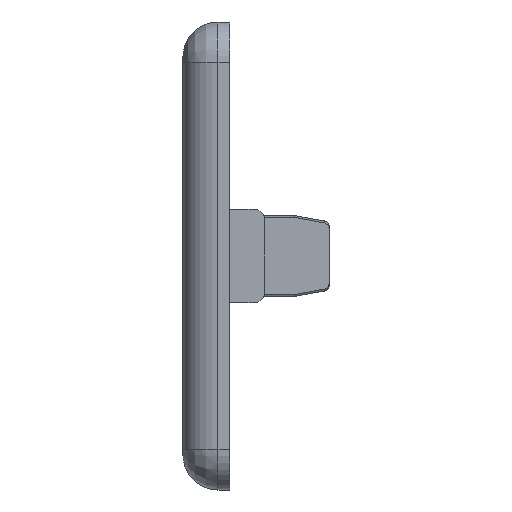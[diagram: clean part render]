
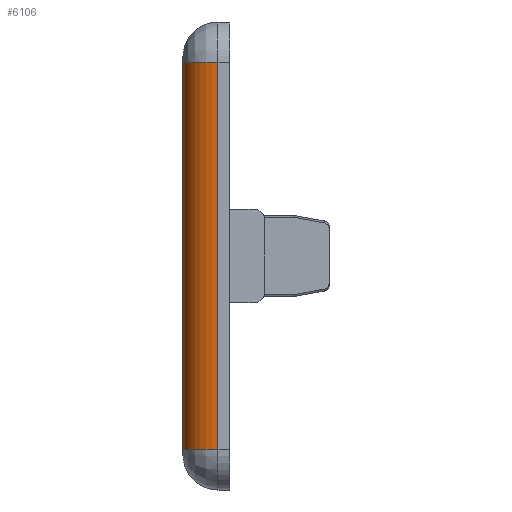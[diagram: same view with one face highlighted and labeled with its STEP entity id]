
A CAD part, left-side view. The second image highlights one B-rep face of the part: STEP entity #6106.
In plain terms, the highlighted cylindrical face has radius 3 mm (diameter 6 mm), a partial arc.
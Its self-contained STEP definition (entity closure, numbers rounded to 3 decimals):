
#4643 = PLANE('',#4644);
#4644 = AXIS2_PLACEMENT_3D('',#4645,#4646,#4647);
#4645 = CARTESIAN_POINT('',(-80.,-4.,-16.5));
#4646 = DIRECTION('',(-1.,0.,0.));
#4647 = DIRECTION('',(0.,0.,1.));
#5214 = VERTEX_POINT('',#5215);
#5215 = CARTESIAN_POINT('',(-80.,-3.,-16.5));
#5253 = SURFACE_OF_REVOLUTION('',#5254,#5267);
#5254 = B_SPLINE_CURVE_WITH_KNOTS('',6,(#5255,#5256,#5257,#5258,#5259,
    #5260,#5261,#5262,#5263,#5264,#5265,#5266),.UNSPECIFIED.,.F.,.F.,(7,
    5,7),(0.,0.785,1.571),
  .UNSPECIFIED.);
#5255 = CARTESIAN_POINT('',(-76.5,-3.,-13.));
#5256 = CARTESIAN_POINT('',(-76.5,-2.607,-13.));
#5257 = CARTESIAN_POINT('',(-76.5,-2.215,-13.062));
#5258 = CARTESIAN_POINT('',(-76.5,-1.834,-13.185));
#5259 = CARTESIAN_POINT('',(-76.5,-1.478,-13.367));
#5260 = CARTESIAN_POINT('',(-76.5,-1.156,-13.601));
#5261 = CARTESIAN_POINT('',(-76.5,-0.601,-14.156));
#5262 = CARTESIAN_POINT('',(-76.5,-0.367,-14.478));
#5263 = CARTESIAN_POINT('',(-76.5,-0.185,-14.834));
#5264 = CARTESIAN_POINT('',(-76.5,-0.062,-15.215));
#5265 = CARTESIAN_POINT('',(-76.5,0.,-15.607));
#5266 = CARTESIAN_POINT('',(-76.5,0.,-16.));
#5267 = AXIS1_PLACEMENT('',#5268,#5269);
#5268 = CARTESIAN_POINT('',(-76.5,-3.,-16.5));
#5269 = DIRECTION('',(0.,1.,0.));
#5303 = VERTEX_POINT('',#5304);
#5304 = CARTESIAN_POINT('',(-80.,-3.,16.5));
#5325 = EDGE_CURVE('',#5214,#5303,#5326,.T.);
#5326 = SURFACE_CURVE('',#5327,(#5331,#5338),.PCURVE_S1.);
#5327 = LINE('',#5328,#5329);
#5328 = CARTESIAN_POINT('',(-80.,-3.,-16.5));
#5329 = VECTOR('',#5330,1.);
#5330 = DIRECTION('',(0.,0.,1.));
#5331 = PCURVE('',#4643,#5332);
#5332 = DEFINITIONAL_REPRESENTATION('',(#5333),#5337);
#5333 = LINE('',#5334,#5335);
#5334 = CARTESIAN_POINT('',(0.,1.));
#5335 = VECTOR('',#5336,1.);
#5336 = DIRECTION('',(1.,0.));
#5337 = ( GEOMETRIC_REPRESENTATION_CONTEXT(2) 
PARAMETRIC_REPRESENTATION_CONTEXT() REPRESENTATION_CONTEXT('2D SPACE',''
  ) );
#5338 = PCURVE('',#5339,#5344);
#5339 = CYLINDRICAL_SURFACE('',#5340,3.);
#5340 = AXIS2_PLACEMENT_3D('',#5341,#5342,#5343);
#5341 = CARTESIAN_POINT('',(-77.,-3.,-16.5));
#5342 = DIRECTION('',(0.,0.,1.));
#5343 = DIRECTION('',(1.,0.,-0.));
#5344 = DEFINITIONAL_REPRESENTATION('',(#5345),#5349);
#5345 = LINE('',#5346,#5347);
#5346 = CARTESIAN_POINT('',(3.142,0.));
#5347 = VECTOR('',#5348,1.);
#5348 = DIRECTION('',(0.,1.));
#5349 = ( GEOMETRIC_REPRESENTATION_CONTEXT(2) 
PARAMETRIC_REPRESENTATION_CONTEXT() REPRESENTATION_CONTEXT('2D SPACE',''
  ) );
#5394 = SURFACE_OF_REVOLUTION('',#5395,#5408);
#5395 = B_SPLINE_CURVE_WITH_KNOTS('',6,(#5396,#5397,#5398,#5399,#5400,
    #5401,#5402,#5403,#5404,#5405,#5406,#5407),.UNSPECIFIED.,.F.,.F.,(7,
    5,7),(0.,0.785,1.571),.UNSPECIFIED.);
#5396 = CARTESIAN_POINT('',(-76.5,-3.,20.));
#5397 = CARTESIAN_POINT('',(-76.5,-2.607,20.));
#5398 = CARTESIAN_POINT('',(-76.5,-2.215,19.938));
#5399 = CARTESIAN_POINT('',(-76.5,-1.834,19.815));
#5400 = CARTESIAN_POINT('',(-76.5,-1.478,19.633));
#5401 = CARTESIAN_POINT('',(-76.5,-1.156,19.399));
#5402 = CARTESIAN_POINT('',(-76.5,-0.601,18.844));
#5403 = CARTESIAN_POINT('',(-76.5,-0.367,18.522));
#5404 = CARTESIAN_POINT('',(-76.5,-0.185,18.166));
#5405 = CARTESIAN_POINT('',(-76.5,-0.062,17.785));
#5406 = CARTESIAN_POINT('',(-76.5,0.,17.393));
#5407 = CARTESIAN_POINT('',(-76.5,0.,17.));
#5408 = AXIS1_PLACEMENT('',#5409,#5410);
#5409 = CARTESIAN_POINT('',(-76.5,-3.,16.5));
#5410 = DIRECTION('',(0.,1.,0.));
#5700 = VERTEX_POINT('',#5701);
#5701 = CARTESIAN_POINT('',(-77.,0.,-16.5));
#5709 = PLANE('',#5710);
#5710 = AXIS2_PLACEMENT_3D('',#5711,#5712,#5713);
#5711 = CARTESIAN_POINT('',(-76.5,0.,-16.5));
#5712 = DIRECTION('',(0.,1.,0.));
#5713 = DIRECTION('',(0.,-0.,1.));
#5728 = EDGE_CURVE('',#5700,#5729,#5731,.T.);
#5729 = VERTEX_POINT('',#5730);
#5730 = CARTESIAN_POINT('',(-77.,0.,16.5));
#5731 = SURFACE_CURVE('',#5732,(#5736,#5743),.PCURVE_S1.);
#5732 = LINE('',#5733,#5734);
#5733 = CARTESIAN_POINT('',(-77.,0.,-16.5));
#5734 = VECTOR('',#5735,1.);
#5735 = DIRECTION('',(0.,0.,1.));
#5736 = PCURVE('',#5709,#5737);
#5737 = DEFINITIONAL_REPRESENTATION('',(#5738),#5742);
#5738 = LINE('',#5739,#5740);
#5739 = CARTESIAN_POINT('',(0.,-0.5));
#5740 = VECTOR('',#5741,1.);
#5741 = DIRECTION('',(1.,0.));
#5742 = ( GEOMETRIC_REPRESENTATION_CONTEXT(2) 
PARAMETRIC_REPRESENTATION_CONTEXT() REPRESENTATION_CONTEXT('2D SPACE',''
  ) );
#5743 = PCURVE('',#5339,#5744);
#5744 = DEFINITIONAL_REPRESENTATION('',(#5745),#5749);
#5745 = LINE('',#5746,#5747);
#5746 = CARTESIAN_POINT('',(1.571,0.));
#5747 = VECTOR('',#5748,1.);
#5748 = DIRECTION('',(0.,1.));
#5749 = ( GEOMETRIC_REPRESENTATION_CONTEXT(2) 
PARAMETRIC_REPRESENTATION_CONTEXT() REPRESENTATION_CONTEXT('2D SPACE',''
  ) );
#6056 = EDGE_CURVE('',#5700,#5214,#6057,.T.);
#6057 = SURFACE_CURVE('',#6058,(#6063,#6070),.PCURVE_S1.);
#6058 = CIRCLE('',#6059,3.);
#6059 = AXIS2_PLACEMENT_3D('',#6060,#6061,#6062);
#6060 = CARTESIAN_POINT('',(-77.,-3.,-16.5));
#6061 = DIRECTION('',(0.,0.,1.));
#6062 = DIRECTION('',(1.,0.,-0.));
#6063 = PCURVE('',#5253,#6064);
#6064 = DEFINITIONAL_REPRESENTATION('',(#6065),#6069);
#6065 = LINE('',#6066,#6067);
#6066 = CARTESIAN_POINT('',(4.712,3.142));
#6067 = VECTOR('',#6068,1.);
#6068 = DIRECTION('',(0.,-1.));
#6069 = ( GEOMETRIC_REPRESENTATION_CONTEXT(2) 
PARAMETRIC_REPRESENTATION_CONTEXT() REPRESENTATION_CONTEXT('2D SPACE',''
  ) );
#6070 = PCURVE('',#5339,#6071);
#6071 = DEFINITIONAL_REPRESENTATION('',(#6072),#6076);
#6072 = LINE('',#6073,#6074);
#6073 = CARTESIAN_POINT('',(0.,0.));
#6074 = VECTOR('',#6075,1.);
#6075 = DIRECTION('',(1.,0.));
#6076 = ( GEOMETRIC_REPRESENTATION_CONTEXT(2) 
PARAMETRIC_REPRESENTATION_CONTEXT() REPRESENTATION_CONTEXT('2D SPACE',''
  ) );
#6084 = EDGE_CURVE('',#5303,#5729,#6085,.T.);
#6085 = SURFACE_CURVE('',#6086,(#6091,#6098),.PCURVE_S1.);
#6086 = CIRCLE('',#6087,3.);
#6087 = AXIS2_PLACEMENT_3D('',#6088,#6089,#6090);
#6088 = CARTESIAN_POINT('',(-77.,-3.,16.5));
#6089 = DIRECTION('',(0.,0.,-1.));
#6090 = DIRECTION('',(0.,1.,0.));
#6091 = PCURVE('',#5394,#6092);
#6092 = DEFINITIONAL_REPRESENTATION('',(#6093),#6097);
#6093 = LINE('',#6094,#6095);
#6094 = CARTESIAN_POINT('',(4.712,-4.712));
#6095 = VECTOR('',#6096,1.);
#6096 = DIRECTION('',(0.,1.));
#6097 = ( GEOMETRIC_REPRESENTATION_CONTEXT(2) 
PARAMETRIC_REPRESENTATION_CONTEXT() REPRESENTATION_CONTEXT('2D SPACE',''
  ) );
#6098 = PCURVE('',#5339,#6099);
#6099 = DEFINITIONAL_REPRESENTATION('',(#6100),#6104);
#6100 = LINE('',#6101,#6102);
#6101 = CARTESIAN_POINT('',(7.854,33.));
#6102 = VECTOR('',#6103,1.);
#6103 = DIRECTION('',(-1.,0.));
#6104 = ( GEOMETRIC_REPRESENTATION_CONTEXT(2) 
PARAMETRIC_REPRESENTATION_CONTEXT() REPRESENTATION_CONTEXT('2D SPACE',''
  ) );
#6106 = ADVANCED_FACE('',(#6107),#5339,.T.);
#6107 = FACE_BOUND('',#6108,.T.);
#6108 = EDGE_LOOP('',(#6109,#6110,#6111,#6112));
#6109 = ORIENTED_EDGE('',*,*,#6056,.T.);
#6110 = ORIENTED_EDGE('',*,*,#5325,.T.);
#6111 = ORIENTED_EDGE('',*,*,#6084,.T.);
#6112 = ORIENTED_EDGE('',*,*,#5728,.F.);
